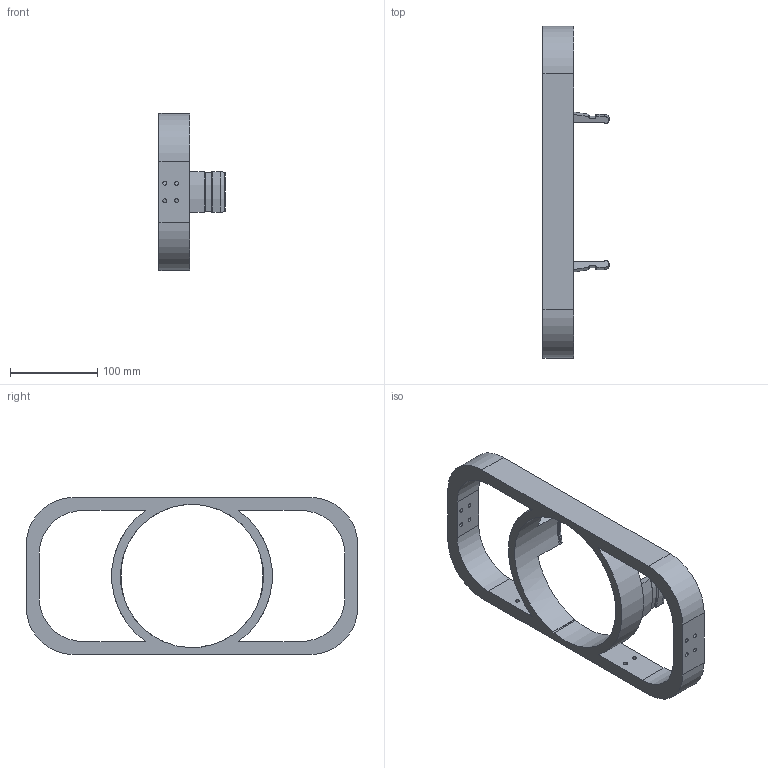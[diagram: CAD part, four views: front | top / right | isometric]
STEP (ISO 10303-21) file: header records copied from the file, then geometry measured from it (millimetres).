
FILE_DESCRIPTION(/* description */ ('','CAx-IF Rec.Pracs.---Representation and Presentation of Product Manufacturing Information (PMI)---4.0---2014-10-13'),/* implementation_level */ '2;1');
FILE_NAME(/* name */ 'back frame.step',/* time_stamp */ '2025-01-24T11:47:45+06:00',/* author */ (''),/* organization */ (''),/* preprocessor_version */ 'ST-DEVELOPER v20',/* originating_system */ 'Autodesk Translation Framework v13.20.0.188',/* authorisation */ '');
FILE_SCHEMA (('AP242_MANAGED_MODEL_BASED_3D_ENGINEERING_MIM_LF { 1 0 10303 442 1 1 4 }'));
Length unit declared in the file: millimetre
Products named in the file (1): back frame
Bounding box: 75.68 x 380 x 180 mm (x, y, z)
Volume: 669375.9 mm3; surface area: 138113.9 mm2
Topology: 1 solids, 1 shells, 63 faces, 185 edges, 122 vertices
Faces by surface type: cylinder 29, plane 22, torus 10, cone 2
Full cylindrical faces by diameter (mm): 4.5 x12
Entity records: 2234 total; most frequent: DIRECTION 407, CARTESIAN_POINT 371, ORIENTED_EDGE 370, EDGE_CURVE 185, AXIS2_PLACEMENT_3D 158, VERTEX_POINT 122, CIRCLE 94, EDGE_LOOP 91
